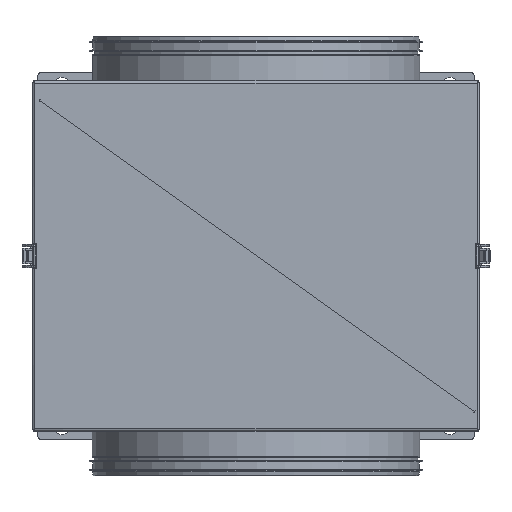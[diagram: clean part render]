
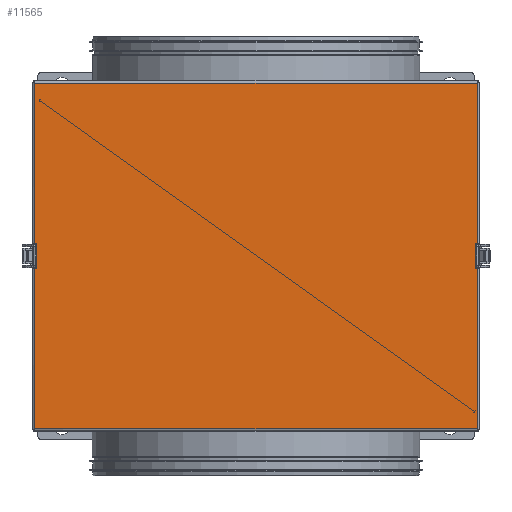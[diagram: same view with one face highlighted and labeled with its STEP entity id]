
A CAD part, front view. The second image highlights one B-rep face of the part: STEP entity #11565.
In plain terms, the highlighted planar face has unit normal (0, -1, 0).
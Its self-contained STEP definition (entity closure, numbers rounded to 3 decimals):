
#1112=PLANE('',#12784);
#1759=FACE_OUTER_BOUND('',#2576,.T.);
#2576=EDGE_LOOP('',(#10176,#10177,#10178,#10179,#10180,#10181,#10182,#10183,
#10184,#10185,#10186,#10187));
#3431=LINE('',#19536,#4383);
#3465=LINE('',#19750,#4417);
#3497=LINE('',#19897,#4449);
#3498=LINE('',#19901,#4450);
#3509=LINE('',#19924,#4461);
#3513=LINE('',#19931,#4465);
#3516=LINE('',#19936,#4468);
#3523=LINE('',#19957,#4475);
#3524=LINE('',#19961,#4476);
#3525=LINE('',#19964,#4477);
#3526=LINE('',#19966,#4478);
#3527=LINE('',#19967,#4479);
#4383=VECTOR('',#15905,10.);
#4417=VECTOR('',#15969,10.);
#4449=VECTOR('',#16029,10.);
#4450=VECTOR('',#16034,10.);
#4461=VECTOR('',#16059,10.);
#4465=VECTOR('',#16065,10.);
#4468=VECTOR('',#16072,10.);
#4475=VECTOR('',#16093,10.);
#4476=VECTOR('',#16098,10.);
#4477=VECTOR('',#16101,10.);
#4478=VECTOR('',#16102,10.);
#4479=VECTOR('',#16103,10.);
#5441=VERTEX_POINT('',#19493);
#5442=VERTEX_POINT('',#19522);
#5452=VERTEX_POINT('',#19613);
#5471=VERTEX_POINT('',#19736);
#5504=VERTEX_POINT('',#19895);
#5505=VERTEX_POINT('',#19899);
#5510=VERTEX_POINT('',#19923);
#5512=VERTEX_POINT('',#19929);
#5519=VERTEX_POINT('',#19955);
#5520=VERTEX_POINT('',#19959);
#5521=VERTEX_POINT('',#19963);
#5522=VERTEX_POINT('',#19965);
#6960=EDGE_CURVE('',#5442,#5441,#3431,.T.);
#7005=EDGE_CURVE('',#5471,#5452,#3465,.T.);
#7048=EDGE_CURVE('',#5504,#5442,#3497,.T.);
#7050=EDGE_CURVE('',#5452,#5505,#3498,.T.);
#7062=EDGE_CURVE('',#5510,#5504,#3509,.T.);
#7066=EDGE_CURVE('',#5505,#5512,#3513,.T.);
#7069=EDGE_CURVE('',#5512,#5510,#3516,.T.);
#7079=EDGE_CURVE('',#5441,#5519,#3523,.T.);
#7081=EDGE_CURVE('',#5520,#5471,#3524,.T.);
#7082=EDGE_CURVE('',#5519,#5521,#3525,.T.);
#7083=EDGE_CURVE('',#5521,#5522,#3526,.T.);
#7084=EDGE_CURVE('',#5522,#5520,#3527,.T.);
#10176=ORIENTED_EDGE('',*,*,#7082,.T.);
#10177=ORIENTED_EDGE('',*,*,#7083,.T.);
#10178=ORIENTED_EDGE('',*,*,#7084,.T.);
#10179=ORIENTED_EDGE('',*,*,#7081,.T.);
#10180=ORIENTED_EDGE('',*,*,#7005,.T.);
#10181=ORIENTED_EDGE('',*,*,#7050,.T.);
#10182=ORIENTED_EDGE('',*,*,#7066,.T.);
#10183=ORIENTED_EDGE('',*,*,#7069,.T.);
#10184=ORIENTED_EDGE('',*,*,#7062,.T.);
#10185=ORIENTED_EDGE('',*,*,#7048,.T.);
#10186=ORIENTED_EDGE('',*,*,#6960,.T.);
#10187=ORIENTED_EDGE('',*,*,#7079,.T.);
#11565=ADVANCED_FACE('',(#1759),#1112,.F.);
#12784=AXIS2_PLACEMENT_3D('',#19962,#16099,#16100);
#15905=DIRECTION('',(1.,0.,0.));
#15969=DIRECTION('',(-1.,0.,0.));
#16029=DIRECTION('',(0.,0.,-1.));
#16034=DIRECTION('',(0.,0.,-1.));
#16059=DIRECTION('',(-1.,0.,0.));
#16065=DIRECTION('',(1.,0.,0.));
#16072=DIRECTION('',(0.,0.,-1.));
#16093=DIRECTION('',(0.,0.,1.));
#16098=DIRECTION('',(0.,0.,1.));
#16099=DIRECTION('center_axis',(0.,1.,0.));
#16100=DIRECTION('ref_axis',(0.,0.,
-1.));
#16101=DIRECTION('',(-1.,0.,0.));
#16102=DIRECTION('',(0.,0.,1.));
#16103=DIRECTION('',(1.,0.,0.));
#19493=CARTESIAN_POINT('',(211.75,-803.024,-165.5));
#19522=CARTESIAN_POINT('',(-211.75,-803.024,-165.5));
#19536=CARTESIAN_POINT('',(-105.875,-803.024,-165.5));
#19613=CARTESIAN_POINT('',(-211.75,-803.024,165.5));
#19736=CARTESIAN_POINT('',(211.75,-803.024,165.5));
#19750=CARTESIAN_POINT('',(105.875,-803.024,165.5));
#19895=CARTESIAN_POINT('',(-211.75,-803.024,-12.25));
#19897=CARTESIAN_POINT('',(-211.75,-803.024,82.75));
#19899=CARTESIAN_POINT('',(-211.75,-803.024,12.25));
#19901=CARTESIAN_POINT('',(-211.75,-803.024,82.75));
#19923=CARTESIAN_POINT('',(-210.012,-803.024,-12.25));
#19924=CARTESIAN_POINT('',(-106.875,-803.024,-12.25));
#19929=CARTESIAN_POINT('',(-210.012,-803.024,12.25));
#19931=CARTESIAN_POINT('',(-106.875,-803.024,12.25));
#19936=CARTESIAN_POINT('',(-210.012,-803.024,-5.125));
#19955=CARTESIAN_POINT('',(211.75,-803.024,-12.25));
#19957=CARTESIAN_POINT('',(211.75,-803.024,-82.75));
#19959=CARTESIAN_POINT('',(211.75,-803.024,12.25));
#19961=CARTESIAN_POINT('',(211.75,-803.024,-82.75));
#19962=CARTESIAN_POINT('Origin',(0.,-803.024,
0.));
#19963=CARTESIAN_POINT('',(210.012,-803.024,-12.25));
#19964=CARTESIAN_POINT('',(106.875,-803.024,-12.25));
#19965=CARTESIAN_POINT('',(210.012,-803.024,12.25));
#19966=CARTESIAN_POINT('',(210.012,-803.024,0.));
#19967=CARTESIAN_POINT('',(106.875,-803.024,12.25));
